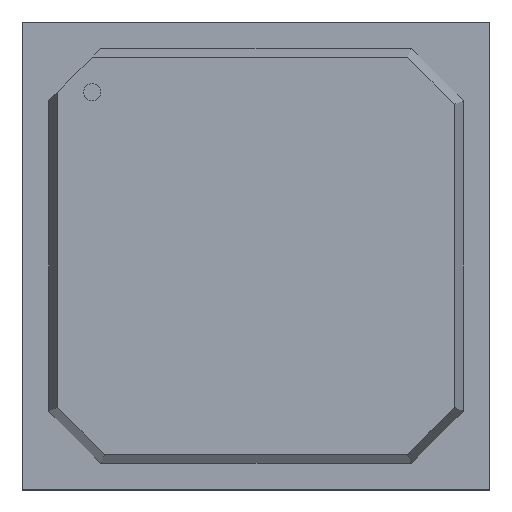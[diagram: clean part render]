
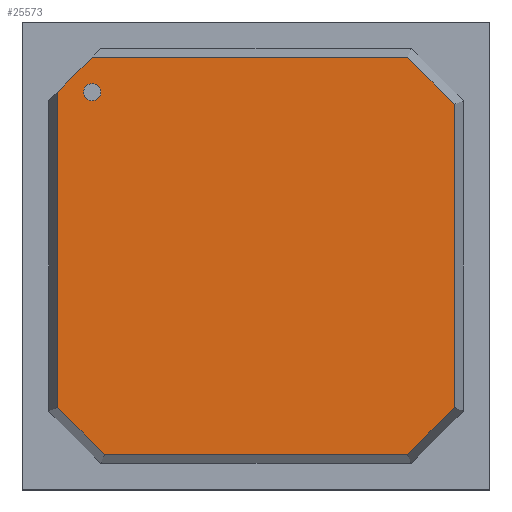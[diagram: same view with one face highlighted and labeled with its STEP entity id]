
A CAD part, top view. The second image highlights one B-rep face of the part: STEP entity #25573.
In plain terms, the highlighted planar face has unit normal (0, 0, 1).
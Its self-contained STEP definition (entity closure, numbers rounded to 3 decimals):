
#25252=CARTESIAN_POINT('',(-8.95,9.45,2.6));
#25253=VERTEX_POINT('',#25252);
#25262=CARTESIAN_POINT('',(-9.95,9.45,2.6));
#25263=VERTEX_POINT('',#25262);
#25264=CARTESIAN_POINT('',(-9.45,9.45,2.6));
#25265=DIRECTION('',(0.0,0.0,-1.0));
#25266=DIRECTION('',(1.0,0.0,0.0));
#25267=AXIS2_PLACEMENT_3D('',#25264,#25265,#25266);
#25268=CIRCLE('',#25267,0.5);
#25269=EDGE_CURVE('',#25263,#25253,#25268,.T.);
#25303=CARTESIAN_POINT('',(-9.45,9.45,2.6));
#25304=DIRECTION('',(0.0,0.0,-1.0));
#25305=DIRECTION('',(1.0,0.0,0.0));
#25306=AXIS2_PLACEMENT_3D('',#25303,#25304,#25305);
#25307=CIRCLE('',#25306,0.5);
#25308=EDGE_CURVE('',#25253,#25263,#25307,.T.);
#25338=CARTESIAN_POINT('',(-9.45,11.45,2.6));
#25339=VERTEX_POINT('',#25338);
#25346=CARTESIAN_POINT('',(8.743,11.45,2.6));
#25347=VERTEX_POINT('',#25346);
#25348=CARTESIAN_POINT('',(-9.45,11.45,2.6));
#25349=DIRECTION('',(1.0,0.0,0.0));
#25350=VECTOR('',#25349,18.193);
#25351=LINE('',#25348,#25350);
#25352=EDGE_CURVE('',#25339,#25347,#25351,.T.);
#25368=CARTESIAN_POINT('',(11.45,8.743,2.6));
#25369=VERTEX_POINT('',#25368);
#25370=CARTESIAN_POINT('',(8.743,11.45,2.6));
#25371=DIRECTION('',(0.707,-0.707,0.0));
#25372=VECTOR('',#25371,3.828);
#25373=LINE('',#25370,#25372);
#25374=EDGE_CURVE('',#25347,#25369,#25373,.T.);
#25399=CARTESIAN_POINT('',(11.45,-8.743,2.6));
#25400=VERTEX_POINT('',#25399);
#25401=CARTESIAN_POINT('',(11.45,8.743,2.6));
#25402=DIRECTION('',(0.0,-1.0,0.0));
#25403=VECTOR('',#25402,17.486);
#25404=LINE('',#25401,#25403);
#25405=EDGE_CURVE('',#25369,#25400,#25404,.T.);
#25430=CARTESIAN_POINT('',(8.743,-11.45,2.6));
#25431=VERTEX_POINT('',#25430);
#25432=CARTESIAN_POINT('',(11.45,-8.743,2.6));
#25433=DIRECTION('',(-0.707,-0.707,0.0));
#25434=VECTOR('',#25433,3.828);
#25435=LINE('',#25432,#25434);
#25436=EDGE_CURVE('',#25400,#25431,#25435,.T.);
#25461=CARTESIAN_POINT('',(-8.743,-11.45,2.6));
#25462=VERTEX_POINT('',#25461);
#25463=CARTESIAN_POINT('',(8.743,-11.45,2.6));
#25464=DIRECTION('',(-1.0,0.0,0.0));
#25465=VECTOR('',#25464,17.486);
#25466=LINE('',#25463,#25465);
#25467=EDGE_CURVE('',#25431,#25462,#25466,.T.);
#25492=CARTESIAN_POINT('',(-11.45,-8.743,2.6));
#25493=VERTEX_POINT('',#25492);
#25494=CARTESIAN_POINT('',(-8.743,-11.45,2.6));
#25495=DIRECTION('',(-0.707,0.707,0.0));
#25496=VECTOR('',#25495,3.828);
#25497=LINE('',#25494,#25496);
#25498=EDGE_CURVE('',#25462,#25493,#25497,.T.);
#25523=CARTESIAN_POINT('',(-11.45,9.45,2.6));
#25524=VERTEX_POINT('',#25523);
#25525=CARTESIAN_POINT('',(-11.45,-8.743,2.6));
#25526=DIRECTION('',(0.0,1.0,0.0));
#25527=VECTOR('',#25526,18.193);
#25528=LINE('',#25525,#25527);
#25529=EDGE_CURVE('',#25493,#25524,#25528,.T.);
#25549=CARTESIAN_POINT('',(0.,0.,2.6));
#25550=DIRECTION('',(0.0,0.0,1.0));
#25551=DIRECTION('',(1.0,0.0,0.0));
#25552=AXIS2_PLACEMENT_3D('',#25549,#25550,#25551);
#25553=PLANE('',#25552);
#25554=ORIENTED_EDGE('',*,*,#25529,.F.);
#25555=ORIENTED_EDGE('',*,*,#25498,.F.);
#25556=ORIENTED_EDGE('',*,*,#25467,.F.);
#25557=ORIENTED_EDGE('',*,*,#25436,.F.);
#25558=ORIENTED_EDGE('',*,*,#25405,.F.);
#25559=ORIENTED_EDGE('',*,*,#25374,.F.);
#25560=ORIENTED_EDGE('',*,*,#25352,.F.);
#25561=CARTESIAN_POINT('',(-11.45,9.45,2.6));
#25562=DIRECTION('',(0.707,0.707,0.0));
#25563=VECTOR('',#25562,2.828);
#25564=LINE('',#25561,#25563);
#25565=EDGE_CURVE('',#25524,#25339,#25564,.T.);
#25566=ORIENTED_EDGE('',*,*,#25565,.F.);
#25567=EDGE_LOOP('',(#25554,#25555,#25556,#25557,#25558,#25559,#25560,#25566));
#25568=FACE_OUTER_BOUND('',#25567,.T.);
#25569=ORIENTED_EDGE('',*,*,#25308,.T.);
#25570=ORIENTED_EDGE('',*,*,#25269,.T.);
#25571=EDGE_LOOP('',(#25569,#25570));
#25572=FACE_BOUND('',#25571,.T.);
#25573=ADVANCED_FACE('',(#25568,#25572),#25553,.T.);
